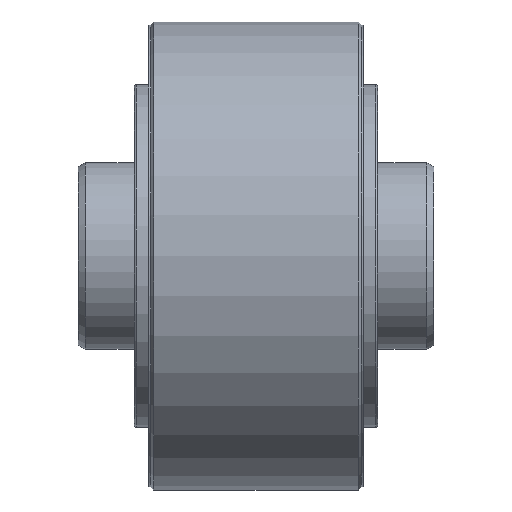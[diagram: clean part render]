
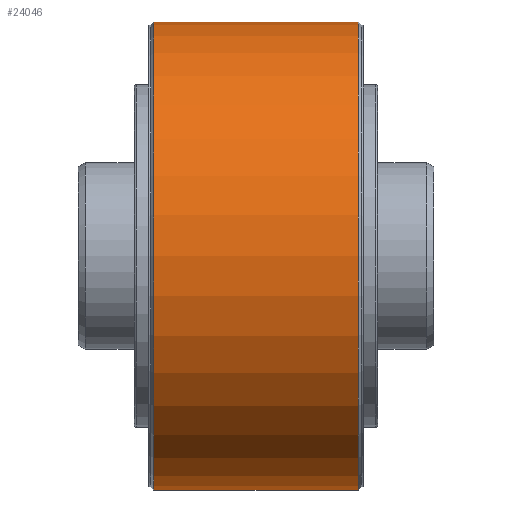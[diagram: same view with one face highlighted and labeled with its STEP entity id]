
A CAD part, top view. The second image highlights one B-rep face of the part: STEP entity #24046.
In plain terms, the highlighted cylindrical face has radius 37.5 mm (diameter 75 mm), a partial arc.
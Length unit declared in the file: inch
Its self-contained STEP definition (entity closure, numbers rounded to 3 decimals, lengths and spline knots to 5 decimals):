
#22947=CARTESIAN_POINT('',(-0.64567,0.,0.));
#22948=DIRECTION('',(1.,0.,0.));
#22949=DIRECTION('',(0.,1.,0.));
#22950=AXIS2_PLACEMENT_3D('',#22947,#22948,#22949);
#22974=DIRECTION('',(-1.,0.,0.));
#22975=VECTOR('',#22974,1.29134);
#22976=CARTESIAN_POINT('',(0.64567,-1.47638,
0.));
#22977=LINE('',#22976,#22975);
#22983=DIRECTION('',(1.,0.,0.));
#22984=VECTOR('',#22983,1.29134);
#22985=CARTESIAN_POINT('',(-0.64567,1.47638,
0.));
#22986=LINE('',#22985,#22984);
#22987=CARTESIAN_POINT('',(0.64567,0.,0.));
#22988=DIRECTION('',(1.,0.,0.));
#22989=DIRECTION('',(0.,1.,0.));
#22990=AXIS2_PLACEMENT_3D('',#22987,#22988,#22989);
#23504=CARTESIAN_POINT('',(0.64567,-1.47638,
0.));
#23505=CARTESIAN_POINT('',(-0.64567,-1.47638,
0.));
#23506=VERTEX_POINT('',#23504);
#23507=VERTEX_POINT('',#23505);
#23520=CARTESIAN_POINT('',(-0.64567,1.47638,
0.));
#23521=CARTESIAN_POINT('',(0.64567,1.47638,
0.));
#23522=VERTEX_POINT('',#23520);
#23523=VERTEX_POINT('',#23521);
#24034=CARTESIAN_POINT('',(-0.66535,0.,0.));
#24035=DIRECTION('',(1.,0.,0.));
#24036=DIRECTION('',(0.,-1.,0.));
#24037=AXIS2_PLACEMENT_3D('',#24034,#24035,#24036);
#24038=CYLINDRICAL_SURFACE('',#24037,1.47638);
#24039=ORIENTED_EDGE('',*,*,#24028,.T.);
#24041=ORIENTED_EDGE('',*,*,#24040,.T.);
#24042=ORIENTED_EDGE('',*,*,#24024,.T.);
#24043=ORIENTED_EDGE('',*,*,#23986,.F.);
#24044=EDGE_LOOP('',(#24039,#24041,#24042,#24043));
#24045=FACE_OUTER_BOUND('',#24044,.F.);
#22951=CIRCLE('',#22950,1.47638);
#22991=CIRCLE('',#22990,1.47638);
#23986=EDGE_CURVE('',#23522,#23507,#22951,.T.);
#24024=EDGE_CURVE('',#23506,#23507,#22977,.T.);
#24028=EDGE_CURVE('',#23522,#23523,#22986,.T.);
#24040=EDGE_CURVE('',#23523,#23506,#22991,.T.);
#24046=ADVANCED_FACE('',(#24045),#24038,.T.);
